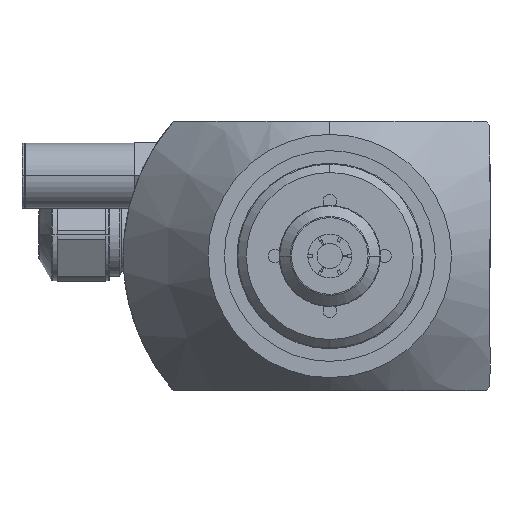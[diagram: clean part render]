
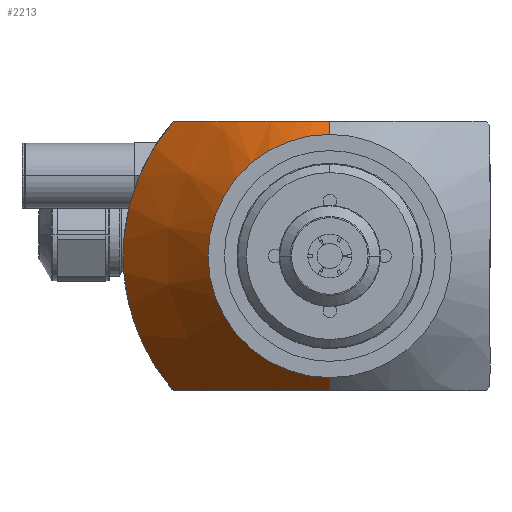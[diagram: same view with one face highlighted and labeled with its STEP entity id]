
A CAD part, left-side view. The second image highlights one B-rep face of the part: STEP entity #2213.
In plain terms, the highlighted conical face has half-angle 40 degrees and reference radius 14.431 mm.
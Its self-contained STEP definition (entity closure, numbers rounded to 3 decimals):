
#2046 = ORIENTED_EDGE ( 'NONE', *, *, #2354, .F. ) ;
#2047 = EDGE_CURVE ( 'NONE', #2050, #2323, #6633, .T. ) ;
#2050 = VERTEX_POINT ( 'NONE', #6579 ) ;
#2051 = ORIENTED_EDGE ( 'NONE', *, *, #2181, .F. ) ;
#2052 = EDGE_CURVE ( 'NONE', #2214, #2323, #6635, .T. ) ;
#2181 = EDGE_CURVE ( 'NONE', #2214, #2330, #7117, .T. ) ;
#2213 = ADVANCED_FACE ( 'NONE', ( #7044 ), #7063, .T. ) ;
#2214 = VERTEX_POINT ( 'NONE', #7065 ) ;
#2215 = ORIENTED_EDGE ( 'NONE', *, *, #2363, .F. ) ;
#2254 = ORIENTED_EDGE ( 'NONE', *, *, #2052, .T. ) ;
#2258 = VERTEX_POINT ( 'NONE', #7204 ) ;
#2259 = VERTEX_POINT ( 'NONE', #7203 ) ;
#2323 = VERTEX_POINT ( 'NONE', #7171 ) ;
#2324 = ORIENTED_EDGE ( 'NONE', *, *, #2341, .T. ) ;
#2330 = VERTEX_POINT ( 'NONE', #7170 ) ;
#2341 = EDGE_CURVE ( 'NONE', #2258, #2330, #7135, .T. ) ;
#2353 = ORIENTED_EDGE ( 'NONE', *, *, #2047, .F. ) ;
#2354 = EDGE_CURVE ( 'NONE', #2259, #2050, #7447, .T. ) ;
#2363 = EDGE_CURVE ( 'NONE', #2258, #2259, #7373, .T. ) ;
#2364 = EDGE_LOOP ( 'NONE', ( #2215, #2324, #2051, #2254, #2353, #2046 ) ) ;
#6568 = CARTESIAN_POINT ( 'NONE',  ( -73.591, 8.557, -16. ) ) ;
#6569 = CARTESIAN_POINT ( 'NONE',  ( -74.42, 6.964, -16. ) ) ;
#6570 = CARTESIAN_POINT ( 'NONE',  ( -74.794, 6.145, -16. ) ) ;
#6571 = CARTESIAN_POINT ( 'NONE',  ( -75.272, 4.871, -16. ) ) ;
#6572 = CARTESIAN_POINT ( 'NONE',  ( -75.416, 4.439, -16. ) ) ;
#6573 = CARTESIAN_POINT ( 'NONE',  ( -75.667, 3.572, -16. ) ) ;
#6574 = CARTESIAN_POINT ( 'NONE',  ( -75.774, 3.134, -16. ) ) ;
#6575 = CARTESIAN_POINT ( 'NONE',  ( -75.949, 2.252, -16. ) ) ;
#6578 = AXIS2_PLACEMENT_3D ( 'NONE', #6590, #6589, #6588 ) ;
#6579 = CARTESIAN_POINT ( 'NONE',  ( -76.13, 0., -16. ) ) ;
#6588 = DIRECTION ( 'NONE',  ( 0., 0., 1. ) ) ;
#6589 = DIRECTION ( 'NONE',  ( -1., 0., 0. ) ) ;
#6590 = CARTESIAN_POINT ( 'NONE',  ( -66., 0., 0. ) ) ;
#6594 = CARTESIAN_POINT ( 'NONE',  ( -66., 18.554, -16. ) ) ;
#6595 = CARTESIAN_POINT ( 'NONE',  ( -67.198, 17.226, -16. ) ) ;
#6596 = CARTESIAN_POINT ( 'NONE',  ( -68.369, 15.871, -16. ) ) ;
#6597 = CARTESIAN_POINT ( 'NONE',  ( -70.051, 13.767, -16. ) ) ;
#6598 = CARTESIAN_POINT ( 'NONE',  ( -70.599, 13.053, -16. ) ) ;
#6599 = CARTESIAN_POINT ( 'NONE',  ( -71.661, 11.593, -16. ) ) ;
#6600 = CARTESIAN_POINT ( 'NONE',  ( -72.173, 10.849, -16. ) ) ;
#6601 = CARTESIAN_POINT ( 'NONE',  ( -73.137, 9.331, -16. ) ) ;
#6610 = CARTESIAN_POINT ( 'NONE',  ( -76.016, 1.808, -16. ) ) ;
#6611 = CARTESIAN_POINT ( 'NONE',  ( -76.107, 0.91, -16. ) ) ;
#6612 = CARTESIAN_POINT ( 'NONE',  ( -76.13, 0.455, -16. ) ) ;
#6613 = CARTESIAN_POINT ( 'NONE',  ( -76.13, 0., -16. ) ) ;
#6633 = B_SPLINE_CURVE_WITH_KNOTS ( 'NONE', 3,
 ( #6613, #6612, #6611, #6610, #6575, #6574, #6573, #6572, #6571, #6570, #6569, #6568, #6601, #6600, #6599, #6598, #6597, #6596, #6595, #6594 ),
 .UNSPECIFIED., .F., .F.,
 ( 4, 2, 2, 2, 2, 2, 2, 2, 2, 4 ),
 ( 0.112, 0.113, 0.115, 0.116, 0.117, 0.12, 0.123, 0.125, 0.128, 0.133 ),
 .UNSPECIFIED. ) ;
#6635 = CIRCLE ( 'NONE', #6578, 24.5 ) ;
#6914 = CARTESIAN_POINT ( 'NONE',  ( -66., 18.554, 16. ) ) ;
#6919 = CARTESIAN_POINT ( 'NONE',  ( -74.42, 6.964, 16. ) ) ;
#6920 = CARTESIAN_POINT ( 'NONE',  ( -73.591, 8.557, 16. ) ) ;
#6921 = CARTESIAN_POINT ( 'NONE',  ( -73.137, 9.331, 16. ) ) ;
#6922 = CARTESIAN_POINT ( 'NONE',  ( -72.173, 10.849, 16. ) ) ;
#6923 = CARTESIAN_POINT ( 'NONE',  ( -71.661, 11.593, 16. ) ) ;
#6924 = CARTESIAN_POINT ( 'NONE',  ( -70.599, 13.053, 16. ) ) ;
#6925 = CARTESIAN_POINT ( 'NONE',  ( -70.051, 13.767, 16. ) ) ;
#6932 = CARTESIAN_POINT ( 'NONE',  ( -76.016, 1.808, 16. ) ) ;
#6933 = CARTESIAN_POINT ( 'NONE',  ( -75.949, 2.252, 16. ) ) ;
#6934 = CARTESIAN_POINT ( 'NONE',  ( -75.774, 3.134, 16. ) ) ;
#6935 = CARTESIAN_POINT ( 'NONE',  ( -75.667, 3.572, 16. ) ) ;
#6936 = CARTESIAN_POINT ( 'NONE',  ( -75.416, 4.439, 16. ) ) ;
#6937 = CARTESIAN_POINT ( 'NONE',  ( -75.272, 4.871, 16. ) ) ;
#6938 = CARTESIAN_POINT ( 'NONE',  ( -74.794, 6.145, 16. ) ) ;
#6944 = DIRECTION ( 'NONE',  ( 1., 0., 0. ) ) ;
#6945 = CARTESIAN_POINT ( 'NONE',  ( -78., 0., 0. ) ) ;
#6946 = AXIS2_PLACEMENT_3D ( 'NONE', #6945, #6944, #7109 ) ;
#7018 = CARTESIAN_POINT ( 'NONE',  ( -76.13, 0., 16. ) ) ;
#7019 = CARTESIAN_POINT ( 'NONE',  ( -76.13, 0.455, 16. ) ) ;
#7020 = CARTESIAN_POINT ( 'NONE',  ( -76.107, 0.91, 16. ) ) ;
#7044 = FACE_OUTER_BOUND ( 'NONE', #2364, .T. ) ;
#7063 = CONICAL_SURFACE ( 'NONE', #6946, 14.431, 0.698 ) ;
#7065 = CARTESIAN_POINT ( 'NONE',  ( -66., 18.554, 16. ) ) ;
#7109 = DIRECTION ( 'NONE',  ( 0., 0., -1. ) ) ;
#7115 = CARTESIAN_POINT ( 'NONE',  ( -68.369, 15.871, 16. ) ) ;
#7116 = CARTESIAN_POINT ( 'NONE',  ( -67.198, 17.226, 16. ) ) ;
#7117 = B_SPLINE_CURVE_WITH_KNOTS ( 'NONE', 3,
 ( #6914, #7116, #7115, #6925, #6924, #6923, #6922, #6921, #6920, #6919, #6938, #6937, #6936, #6935, #6934, #6933, #6932, #7020, #7019, #7018 ),
 .UNSPECIFIED., .F., .F.,
 ( 4, 2, 2, 2, 2, 2, 2, 2, 2, 4 ),
 ( 0.029, 0.035, 0.037, 0.04, 0.043, 0.045, 0.047, 0.048, 0.049, 0.051 ),
 .UNSPECIFIED. ) ;
#7134 = CARTESIAN_POINT ( 'NONE',  ( -78., 0., 14.431 ) ) ;
#7135 = LINE ( 'NONE', #7134, #7201 ) ;
#7170 = CARTESIAN_POINT ( 'NONE',  ( -76.13, 0., 16. ) ) ;
#7171 = CARTESIAN_POINT ( 'NONE',  ( -66., 18.554, -16. ) ) ;
#7200 = DIRECTION ( 'NONE',  ( 0.766, 0., 0.643 ) ) ;
#7201 = VECTOR ( 'NONE', #7200, 1000. ) ;
#7203 = CARTESIAN_POINT ( 'NONE',  ( -78., 0., -14.431 ) ) ;
#7204 = CARTESIAN_POINT ( 'NONE',  ( -78., 0., 14.431 ) ) ;
#7322 = DIRECTION ( 'NONE',  ( 0., 0., 1. ) ) ;
#7323 = DIRECTION ( 'NONE',  ( -1., 0., 0. ) ) ;
#7324 = AXIS2_PLACEMENT_3D ( 'NONE', #7402, #7323, #7322 ) ;
#7373 = CIRCLE ( 'NONE', #7324, 14.431 ) ;
#7382 = VECTOR ( 'NONE', #7406, 1000. ) ;
#7383 = CARTESIAN_POINT ( 'NONE',  ( -78., 0., -14.431 ) ) ;
#7402 = CARTESIAN_POINT ( 'NONE',  ( -78., 0., 0. ) ) ;
#7406 = DIRECTION ( 'NONE',  ( 0.766, 0., -0.643 ) ) ;
#7447 = LINE ( 'NONE', #7383, #7382 ) ;
